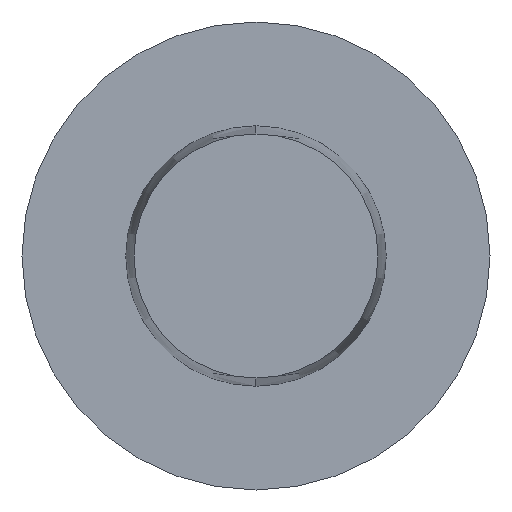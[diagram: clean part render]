
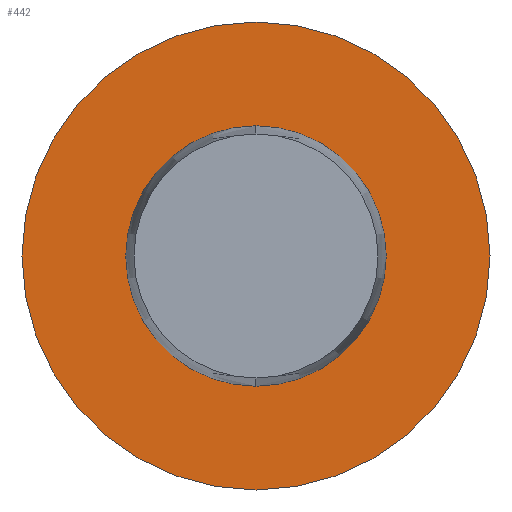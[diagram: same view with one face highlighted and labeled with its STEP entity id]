
A CAD part, left-side view. The second image highlights one B-rep face of the part: STEP entity #442.
In plain terms, the highlighted planar face has unit normal (-1, 0, 0).
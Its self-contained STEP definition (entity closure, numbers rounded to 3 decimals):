
#11 = CIRCLE ( 'NONE', #54, 1.04 ) ;
#22 = DIRECTION ( 'NONE',  ( 1., 0., 0. ) ) ;
#25 = EDGE_CURVE ( 'NONE', #85, #477, #223, .T. ) ;
#31 = CARTESIAN_POINT ( 'NONE',  ( -0.74, 0., 0. ) ) ;
#44 = AXIS2_PLACEMENT_3D ( 'NONE', #265, #494, #503 ) ;
#54 = AXIS2_PLACEMENT_3D ( 'NONE', #31, #67, #270 ) ;
#67 = DIRECTION ( 'NONE',  ( 1., 0., 0. ) ) ;
#72 = ORIENTED_EDGE ( 'NONE', *, *, #181, .T. ) ;
#83 = CIRCLE ( 'NONE', #466, 1.995 ) ;
#85 = VERTEX_POINT ( 'NONE', #293 ) ;
#110 = FACE_OUTER_BOUND ( 'NONE', #112, .T. ) ;
#112 = EDGE_LOOP ( 'NONE', ( #492, #158 ) ) ;
#134 = VERTEX_POINT ( 'NONE', #460 ) ;
#158 = ORIENTED_EDGE ( 'NONE', *, *, #222, .F. ) ;
#181 = EDGE_CURVE ( 'NONE', #477, #85, #11, .T. ) ;
#190 = DIRECTION ( 'NONE',  ( 0., 0., -1. ) ) ;
#195 = ORIENTED_EDGE ( 'NONE', *, *, #25, .T. ) ;
#215 = DIRECTION ( 'NONE',  ( 0., 0., -1. ) ) ;
#222 = EDGE_CURVE ( 'NONE', #134, #337, #83, .T. ) ;
#223 = CIRCLE ( 'NONE', #424, 1.04 ) ;
#235 = CARTESIAN_POINT ( 'NONE',  ( -0.74, 0., 0. ) ) ;
#241 = PLANE ( 'NONE',  #294 ) ;
#265 = CARTESIAN_POINT ( 'NONE',  ( -0.74, 0., 0. ) ) ;
#270 = DIRECTION ( 'NONE',  ( 0., 0., -1. ) ) ;
#293 = CARTESIAN_POINT ( 'NONE',  ( -0.74, 0., 1.04 ) ) ;
#294 = AXIS2_PLACEMENT_3D ( 'NONE', #370, #318, #482 ) ;
#314 = EDGE_LOOP ( 'NONE', ( #72, #195 ) ) ;
#318 = DIRECTION ( 'NONE',  ( -1., 0., 0. ) ) ;
#330 = CIRCLE ( 'NONE', #44, 1.995 ) ;
#337 = VERTEX_POINT ( 'NONE', #382 ) ;
#342 = EDGE_CURVE ( 'NONE', #337, #134, #330, .T. ) ;
#370 = CARTESIAN_POINT ( 'NONE',  ( -0.74, 1.04, 0. ) ) ;
#373 = DIRECTION ( 'NONE',  ( 1., 0., 0. ) ) ;
#382 = CARTESIAN_POINT ( 'NONE',  ( -0.74, 0., -1.995 ) ) ;
#405 = CARTESIAN_POINT ( 'NONE',  ( -0.74, 0., -1.04 ) ) ;
#424 = AXIS2_PLACEMENT_3D ( 'NONE', #530, #373, #215 ) ;
#441 = FACE_BOUND ( 'NONE', #314, .T. ) ;
#442 = ADVANCED_FACE ( 'NONE', ( #441, #110 ), #241, .T. ) ;
#460 = CARTESIAN_POINT ( 'NONE',  ( -0.74, 0., 1.995 ) ) ;
#466 = AXIS2_PLACEMENT_3D ( 'NONE', #235, #22, #190 ) ;
#477 = VERTEX_POINT ( 'NONE', #405 ) ;
#482 = DIRECTION ( 'NONE',  ( 0., 0., 1. ) ) ;
#492 = ORIENTED_EDGE ( 'NONE', *, *, #342, .F. ) ;
#494 = DIRECTION ( 'NONE',  ( 1., 0., 0. ) ) ;
#503 = DIRECTION ( 'NONE',  ( 0., 0., -1. ) ) ;
#530 = CARTESIAN_POINT ( 'NONE',  ( -0.74, 0., 0. ) ) ;
